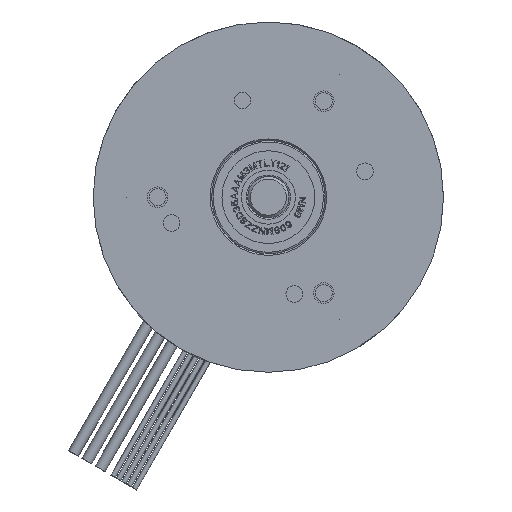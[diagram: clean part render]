
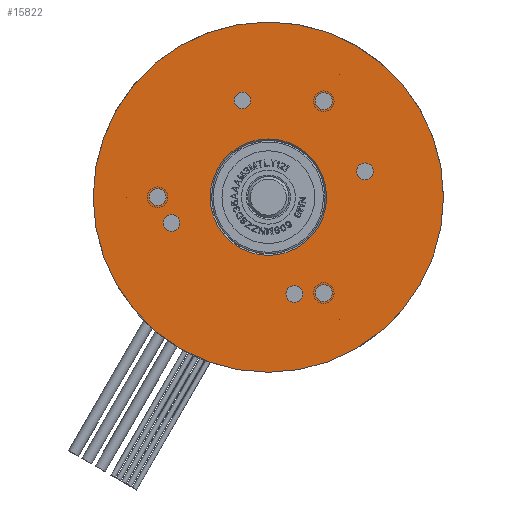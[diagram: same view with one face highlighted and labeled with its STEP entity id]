
A CAD part, front view. The second image highlights one B-rep face of the part: STEP entity #15822.
In plain terms, the highlighted planar face has unit normal (0, -1, 0).
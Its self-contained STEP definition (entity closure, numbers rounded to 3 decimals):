
#78=FACE_BOUND('',#2459,.T.);
#79=FACE_BOUND('',#2460,.T.);
#80=FACE_BOUND('',#2461,.T.);
#81=FACE_BOUND('',#2462,.T.);
#82=FACE_BOUND('',#2463,.T.);
#83=FACE_BOUND('',#2464,.T.);
#84=FACE_BOUND('',#2465,.T.);
#85=FACE_BOUND('',#2466,.T.);
#163=PLANE('',#16653);
#1664=FACE_OUTER_BOUND('',#2458,.T.);
#2458=EDGE_LOOP('',(#11322,#11323));
#2459=EDGE_LOOP('',(#11324,#11325));
#2460=EDGE_LOOP('',(#11326,#11327));
#2461=EDGE_LOOP('',(#11328,#11329));
#2462=EDGE_LOOP('',(#11330,#11331));
#2463=EDGE_LOOP('',(#11332,#11333));
#2464=EDGE_LOOP('',(#11334));
#2465=EDGE_LOOP('',(#11335));
#2466=EDGE_LOOP('',(#11336));
#7307=CIRCLE('',#16638,1.621);
#7308=CIRCLE('',#16639,1.621);
#7310=CIRCLE('',#16642,1.621);
#7311=CIRCLE('',#16643,1.621);
#7313=CIRCLE('',#16646,1.621);
#7314=CIRCLE('',#16647,1.621);
#7316=CIRCLE('',#16650,1.621);
#7317=CIRCLE('',#16651,1.621);
#7319=CIRCLE('',#16654,34.);
#7320=CIRCLE('',#16655,34.);
#7321=CIRCLE('',#16656,11.3);
#7322=CIRCLE('',#16657,11.3);
#7323=CIRCLE('',#16658,1.65);
#7324=CIRCLE('',#16659,1.65);
#7325=CIRCLE('',#16660,1.65);
#7539=VERTEX_POINT('',#21706);
#7540=VERTEX_POINT('',#21707);
#7542=VERTEX_POINT('',#21714);
#7543=VERTEX_POINT('',#21715);
#7545=VERTEX_POINT('',#21722);
#7546=VERTEX_POINT('',#21723);
#7548=VERTEX_POINT('',#21730);
#7549=VERTEX_POINT('',#21731);
#7551=VERTEX_POINT('',#21738);
#7552=VERTEX_POINT('',#21739);
#7553=VERTEX_POINT('',#21742);
#7554=VERTEX_POINT('',#21743);
#7555=VERTEX_POINT('',#21746);
#7556=VERTEX_POINT('',#21748);
#7557=VERTEX_POINT('',#21750);
#9061=EDGE_CURVE('',#7539,#7540,#7307,.T.);
#9062=EDGE_CURVE('',#7540,#7539,#7308,.T.);
#9065=EDGE_CURVE('',#7542,#7543,#7310,.T.);
#9066=EDGE_CURVE('',#7543,#7542,#7311,.T.);
#9069=EDGE_CURVE('',#7545,#7546,#7313,.T.);
#9070=EDGE_CURVE('',#7546,#7545,#7314,.T.);
#9073=EDGE_CURVE('',#7548,#7549,#7316,.T.);
#9074=EDGE_CURVE('',#7549,#7548,#7317,.T.);
#9077=EDGE_CURVE('',#7551,#7552,#7319,.T.);
#9078=EDGE_CURVE('',#7552,#7551,#7320,.T.);
#9079=EDGE_CURVE('',#7553,#7554,#7321,.T.);
#9080=EDGE_CURVE('',#7554,#7553,#7322,.T.);
#9081=EDGE_CURVE('',#7555,#7555,#7323,.T.);
#9082=EDGE_CURVE('',#7556,#7556,#7324,.T.);
#9083=EDGE_CURVE('',#7557,#7557,#7325,.T.);
#11322=ORIENTED_EDGE('',*,*,#9077,.T.);
#11323=ORIENTED_EDGE('',*,*,#9078,.T.);
#11324=ORIENTED_EDGE('',*,*,#9061,.T.);
#11325=ORIENTED_EDGE('',*,*,#9062,.T.);
#11326=ORIENTED_EDGE('',*,*,#9065,.T.);
#11327=ORIENTED_EDGE('',*,*,#9066,.T.);
#11328=ORIENTED_EDGE('',*,*,#9069,.T.);
#11329=ORIENTED_EDGE('',*,*,#9070,.T.);
#11330=ORIENTED_EDGE('',*,*,#9073,.T.);
#11331=ORIENTED_EDGE('',*,*,#9074,.T.);
#11332=ORIENTED_EDGE('',*,*,#9079,.T.);
#11333=ORIENTED_EDGE('',*,*,#9080,.T.);
#11334=ORIENTED_EDGE('',*,*,#9081,.F.);
#11335=ORIENTED_EDGE('',*,*,#9082,.F.);
#11336=ORIENTED_EDGE('',*,*,#9083,.F.);
#15822=ADVANCED_FACE('',(#1664,#78,#79,#80,#81,#82,#83,#84,#85),#163,.F.);
#16638=AXIS2_PLACEMENT_3D('',#21708,#17667,#17668);
#16639=AXIS2_PLACEMENT_3D('',#21709,#17669,#17670);
#16642=AXIS2_PLACEMENT_3D('',#21716,#17676,#17677);
#16643=AXIS2_PLACEMENT_3D('',#21717,#17678,#17679);
#16646=AXIS2_PLACEMENT_3D('',#21724,#17685,#17686);
#16647=AXIS2_PLACEMENT_3D('',#21725,#17687,#17688);
#16650=AXIS2_PLACEMENT_3D('',#21732,#17694,#17695);
#16651=AXIS2_PLACEMENT_3D('',#21733,#17696,#17697);
#16653=AXIS2_PLACEMENT_3D('',#21737,#17701,#17702);
#16654=AXIS2_PLACEMENT_3D('',#21740,#17703,#17704);
#16655=AXIS2_PLACEMENT_3D('',#21741,#17705,#17706);
#16656=AXIS2_PLACEMENT_3D('',#21744,#17707,#17708);
#16657=AXIS2_PLACEMENT_3D('',#21745,#17709,#17710);
#16658=AXIS2_PLACEMENT_3D('',#21747,#17711,#17712);
#16659=AXIS2_PLACEMENT_3D('',#21749,#17713,#17714);
#16660=AXIS2_PLACEMENT_3D('',#21751,#17715,#17716);
#17667=DIRECTION('center_axis',(0.,1.,0.));
#17668=DIRECTION('ref_axis',(1.,0.,0.));
#17669=DIRECTION('center_axis',(0.,1.,0.));
#17670=DIRECTION('ref_axis',(1.,0.,0.));
#17676=DIRECTION('center_axis',(0.,1.,0.));
#17677=DIRECTION('ref_axis',(1.,0.,0.));
#17678=DIRECTION('center_axis',(0.,1.,0.));
#17679=DIRECTION('ref_axis',(1.,0.,0.));
#17685=DIRECTION('center_axis',(0.,1.,0.));
#17686=DIRECTION('ref_axis',(1.,0.,0.));
#17687=DIRECTION('center_axis',(0.,1.,0.));
#17688=DIRECTION('ref_axis',(1.,0.,0.));
#17694=DIRECTION('center_axis',(0.,1.,0.));
#17695=DIRECTION('ref_axis',(1.,0.,0.));
#17696=DIRECTION('center_axis',(0.,1.,0.));
#17697=DIRECTION('ref_axis',(1.,0.,0.));
#17701=DIRECTION('center_axis',(0.,1.,0.));
#17702=DIRECTION('ref_axis',(-1.,0.,0.));
#17703=DIRECTION('center_axis',(0.,-1.,0.));
#17704=DIRECTION('ref_axis',(0.,0.,1.));
#17705=DIRECTION('center_axis',(0.,-1.,0.));
#17706=DIRECTION('ref_axis',(0.,0.,1.));
#17707=DIRECTION('center_axis',(0.,1.,0.));
#17708=DIRECTION('ref_axis',(-1.,0.,0.));
#17709=DIRECTION('center_axis',(0.,1.,0.));
#17710=DIRECTION('ref_axis',(-1.,0.,0.));
#17711=DIRECTION('center_axis',(0.,-1.,0.));
#17712=DIRECTION('ref_axis',(-1.,0.,0.));
#17713=DIRECTION('center_axis',(0.,-1.,0.));
#17714=DIRECTION('ref_axis',(0.5,0.,0.866));
#17715=DIRECTION('center_axis',(0.,-1.,0.));
#17716=DIRECTION('ref_axis',(0.5,0.,-0.866));
#21706=CARTESIAN_POINT('',(20.399,0.,5.031));
#21707=CARTESIAN_POINT('',(17.157,0.,5.031));
#21708=CARTESIAN_POINT('Origin',(18.778,0.,5.031));
#21709=CARTESIAN_POINT('Origin',(18.778,0.,5.031));
#21714=CARTESIAN_POINT('',(-17.157,0.,-5.031));
#21715=CARTESIAN_POINT('',(-20.399,0.,-5.031));
#21716=CARTESIAN_POINT('Origin',(-18.778,0.,-5.031));
#21717=CARTESIAN_POINT('Origin',(-18.778,0.,-5.031));
#21722=CARTESIAN_POINT('',(6.652,0.,-18.778));
#21723=CARTESIAN_POINT('',(3.41,0.,-18.778));
#21724=CARTESIAN_POINT('Origin',(5.031,0.,-18.778));
#21725=CARTESIAN_POINT('Origin',(5.031,0.,-18.778));
#21730=CARTESIAN_POINT('',(-3.41,0.,18.778));
#21731=CARTESIAN_POINT('',(-6.652,0.,18.778));
#21732=CARTESIAN_POINT('Origin',(-5.031,0.,18.778));
#21733=CARTESIAN_POINT('Origin',(-5.031,0.,18.778));
#21737=CARTESIAN_POINT('Origin',(0.,0.,0.));
#21738=CARTESIAN_POINT('',(0.,0.,34.));
#21739=CARTESIAN_POINT('',(0.,0.,-34.));
#21740=CARTESIAN_POINT('Origin',(0.,0.,0.));
#21741=CARTESIAN_POINT('Origin',(0.,0.,0.));
#21742=CARTESIAN_POINT('',(-11.3,0.,0.));
#21743=CARTESIAN_POINT('',(0.,0.,
11.3));
#21744=CARTESIAN_POINT('Origin',(0.,0.,0.));
#21745=CARTESIAN_POINT('Origin',(0.,0.,0.));
#21746=CARTESIAN_POINT('',(12.4,0.,18.62));
#21747=CARTESIAN_POINT('Origin',(10.75,0.,18.62));
#21748=CARTESIAN_POINT('',(9.925,0.,-20.048));
#21749=CARTESIAN_POINT('Origin',(10.75,0.,-18.62));
#21750=CARTESIAN_POINT('',(-22.325,0.,1.429));
#21751=CARTESIAN_POINT('Origin',(-21.5,0.,0.));
